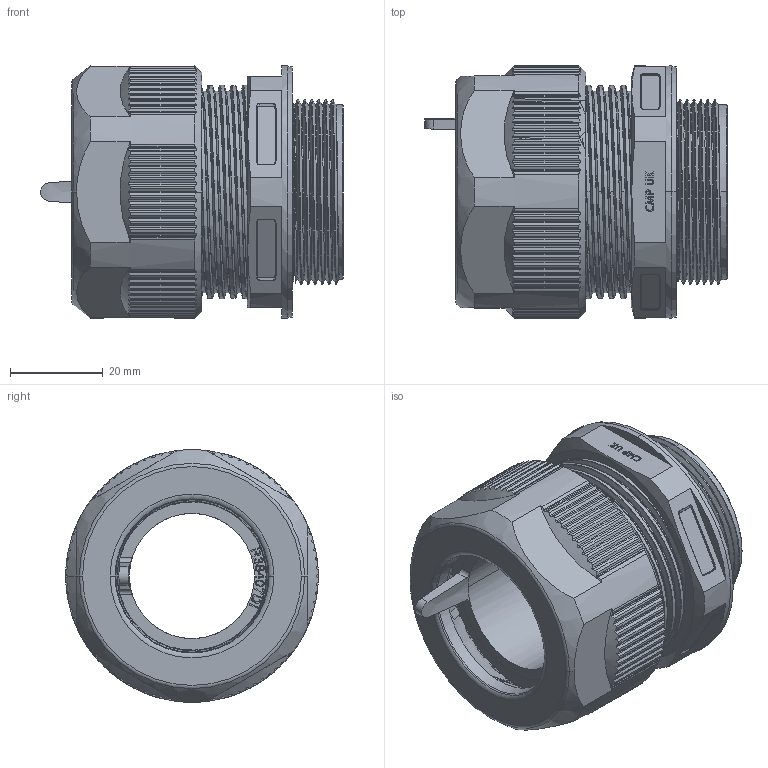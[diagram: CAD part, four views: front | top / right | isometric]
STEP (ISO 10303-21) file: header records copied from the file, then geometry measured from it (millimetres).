
FILE_DESCRIPTION (( 'STEP AP203' ), '1' );
FILE_NAME ('40DTSPE1TA.STEP', '2020-07-28T13:22:17', ( '' ), ( '' ), 'SwSTEP 2.0', 'SolidWorks 2017', '' );
FILE_SCHEMA (( 'CONFIG_CONTROL_DESIGN' ));
Products named in the file (1): 40DTSPE1TA
Bounding box: 65.34 x 54.5 x 54.5 mm (x, y, z)
Surface area: 27389.7 mm2 (no closed solid volume)
Topology: 0 solids, 46 shells, 823 faces, 2905 edges, 2095 vertices
Faces by surface type: plane 348, cylinder 277, bspline 130, torus 35, cone 33
Entity records: 64542 total; most frequent: CARTESIAN_POINT 42732, ORIENTED_EDGE 4770, DIRECTION 3506, EDGE_CURVE 2909, VERTEX_POINT 2098, AXIS2_PLACEMENT_3D 1186, VECTOR 1134, LINE 1134
